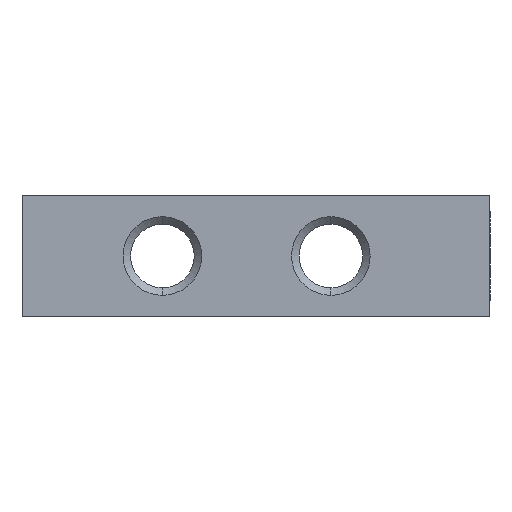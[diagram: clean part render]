
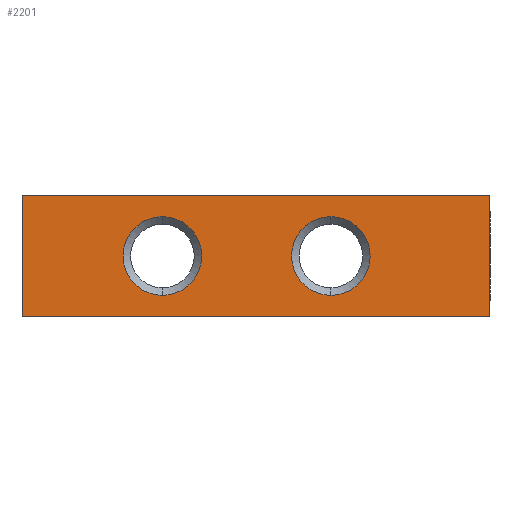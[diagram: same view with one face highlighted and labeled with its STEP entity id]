
A CAD part, left-side view. The second image highlights one B-rep face of the part: STEP entity #2201.
In plain terms, the highlighted planar face has unit normal (-1, 0, 0).
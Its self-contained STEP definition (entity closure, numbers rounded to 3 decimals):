
#30 = CARTESIAN_POINT ( 'NONE',  ( 0., 35., 0. ) ) ;
#45 = AXIS2_PLACEMENT_3D ( 'NONE', #292, #1718, #281 ) ;
#51 = CARTESIAN_POINT ( 'NONE',  ( 0., 50., 6.5 ) ) ;
#58 = LINE ( 'NONE', #969, #220 ) ;
#68 = FACE_BOUND ( 'NONE', #129, .T. ) ;
#93 = FACE_BOUND ( 'NONE', #2713, .T. ) ;
#129 = EDGE_LOOP ( 'NONE', ( #869, #2684 ) ) ;
#200 = EDGE_CURVE ( 'NONE', #1679, #469, #2678, .T. ) ;
#220 = VECTOR ( 'NONE', #573, 1000. ) ;
#232 = CARTESIAN_POINT ( 'NONE',  ( 0., 17., 0. ) ) ;
#281 = DIRECTION ( 'NONE',  ( 0., 0., 1. ) ) ;
#292 = CARTESIAN_POINT ( 'NONE',  ( 0., 35., 0. ) ) ;
#437 = VECTOR ( 'NONE', #1631, 1000. ) ;
#467 = EDGE_CURVE ( 'NONE', #1169, #469, #58, .T. ) ;
#469 = VERTEX_POINT ( 'NONE', #1414 ) ;
#528 = CIRCLE ( 'NONE', #2067, 4.2 ) ;
#573 = DIRECTION ( 'NONE',  ( 0., -1., 0. ) ) ;
#626 = EDGE_LOOP ( 'NONE', ( #814, #2123, #1975, #2570 ) ) ;
#683 = EDGE_CURVE ( 'NONE', #2484, #1169, #1025, .T. ) ;
#797 = CARTESIAN_POINT ( 'NONE',  ( 0., 0., 6.5 ) ) ;
#814 = ORIENTED_EDGE ( 'NONE', *, *, #683, .T. ) ;
#850 = EDGE_CURVE ( 'NONE', #2393, #2346, #1493, .T. ) ;
#862 = CARTESIAN_POINT ( 'NONE',  ( 0., 0., 6.5 ) ) ;
#869 = ORIENTED_EDGE ( 'NONE', *, *, #1732, .F. ) ;
#969 = CARTESIAN_POINT ( 'NONE',  ( 0., 50., -6.5 ) ) ;
#973 = CARTESIAN_POINT ( 'NONE',  ( 0., 17., -4.2 ) ) ;
#1025 = LINE ( 'NONE', #2505, #1880 ) ;
#1070 = EDGE_CURVE ( 'NONE', #2484, #1679, #1811, .T. ) ;
#1102 = AXIS2_PLACEMENT_3D ( 'NONE', #2629, #1746, #1161 ) ;
#1119 = PLANE ( 'NONE',  #1102 ) ;
#1161 = DIRECTION ( 'NONE',  ( 0., 0., -1. ) ) ;
#1169 = VERTEX_POINT ( 'NONE', #1460 ) ;
#1173 = CARTESIAN_POINT ( 'NONE',  ( 0., 35., 4.2 ) ) ;
#1199 = ORIENTED_EDGE ( 'NONE', *, *, #2005, .F. ) ;
#1231 = DIRECTION ( 'NONE',  ( 0., 0., 1. ) ) ;
#1232 = AXIS2_PLACEMENT_3D ( 'NONE', #2055, #1803, #1231 ) ;
#1256 = DIRECTION ( 'NONE',  ( 0., 0., -1. ) ) ;
#1297 = DIRECTION ( 'NONE',  ( 0., 0., 1. ) ) ;
#1410 = AXIS2_PLACEMENT_3D ( 'NONE', #30, #1513, #2553 ) ;
#1413 = VERTEX_POINT ( 'NONE', #973 ) ;
#1414 = CARTESIAN_POINT ( 'NONE',  ( 0., 0., -6.5 ) ) ;
#1460 = CARTESIAN_POINT ( 'NONE',  ( 0., 50., -6.5 ) ) ;
#1493 = CIRCLE ( 'NONE', #45, 4.2 ) ;
#1513 = DIRECTION ( 'NONE',  ( -1., 0., 0. ) ) ;
#1553 = VERTEX_POINT ( 'NONE', #2059 ) ;
#1631 = DIRECTION ( 'NONE',  ( 0., 0., -1. ) ) ;
#1679 = VERTEX_POINT ( 'NONE', #862 ) ;
#1718 = DIRECTION ( 'NONE',  ( -1., 0., 0. ) ) ;
#1732 = EDGE_CURVE ( 'NONE', #2346, #2393, #2238, .T. ) ;
#1746 = DIRECTION ( 'NONE',  ( 1., 0., 0. ) ) ;
#1750 = VECTOR ( 'NONE', #2443, 1000. ) ;
#1803 = DIRECTION ( 'NONE',  ( -1., 0., 0. ) ) ;
#1811 = LINE ( 'NONE', #2655, #1750 ) ;
#1880 = VECTOR ( 'NONE', #1256, 1000. ) ;
#1898 = DIRECTION ( 'NONE',  ( -1., 0., 0. ) ) ;
#1975 = ORIENTED_EDGE ( 'NONE', *, *, #200, .F. ) ;
#1980 = FACE_OUTER_BOUND ( 'NONE', #626, .T. ) ;
#2005 = EDGE_CURVE ( 'NONE', #1413, #1553, #2550, .T. ) ;
#2006 = CARTESIAN_POINT ( 'NONE',  ( 0., 35., -4.2 ) ) ;
#2055 = CARTESIAN_POINT ( 'NONE',  ( 0., 17., 0. ) ) ;
#2059 = CARTESIAN_POINT ( 'NONE',  ( 0., 17., 4.2 ) ) ;
#2067 = AXIS2_PLACEMENT_3D ( 'NONE', #232, #1898, #1297 ) ;
#2123 = ORIENTED_EDGE ( 'NONE', *, *, #467, .T. ) ;
#2170 = EDGE_CURVE ( 'NONE', #1553, #1413, #528, .T. ) ;
#2201 = ADVANCED_FACE ( 'NONE', ( #68, #93, #1980 ), #1119, .F. ) ;
#2238 = CIRCLE ( 'NONE', #1410, 4.2 ) ;
#2346 = VERTEX_POINT ( 'NONE', #1173 ) ;
#2362 = ORIENTED_EDGE ( 'NONE', *, *, #2170, .F. ) ;
#2393 = VERTEX_POINT ( 'NONE', #2006 ) ;
#2443 = DIRECTION ( 'NONE',  ( 0., -1., 0. ) ) ;
#2484 = VERTEX_POINT ( 'NONE', #51 ) ;
#2505 = CARTESIAN_POINT ( 'NONE',  ( 0., 50., 6.5 ) ) ;
#2550 = CIRCLE ( 'NONE', #1232, 4.2 ) ;
#2553 = DIRECTION ( 'NONE',  ( 0., 0., 1. ) ) ;
#2570 = ORIENTED_EDGE ( 'NONE', *, *, #1070, .F. ) ;
#2629 = CARTESIAN_POINT ( 'NONE',  ( 0., 50., 6.5 ) ) ;
#2655 = CARTESIAN_POINT ( 'NONE',  ( 0., 50., 6.5 ) ) ;
#2678 = LINE ( 'NONE', #797, #437 ) ;
#2684 = ORIENTED_EDGE ( 'NONE', *, *, #850, .F. ) ;
#2713 = EDGE_LOOP ( 'NONE', ( #2362, #1199 ) ) ;
